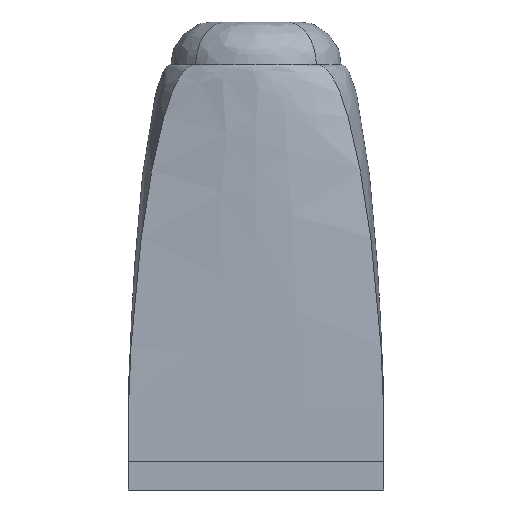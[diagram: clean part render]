
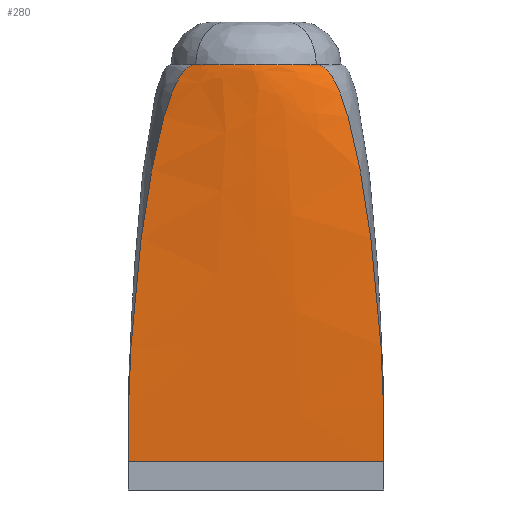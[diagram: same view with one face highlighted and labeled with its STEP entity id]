
A CAD part, front view. The second image highlights one B-rep face of the part: STEP entity #280.
In plain terms, the highlighted free-form (B-spline) face has degree [5, 5] with [15, 6] control points.
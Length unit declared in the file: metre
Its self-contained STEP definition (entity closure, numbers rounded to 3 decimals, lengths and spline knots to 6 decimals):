
#22=B_SPLINE_CURVE_WITH_KNOTS('',5,(#521,#522,#523,#524,#525,#526),
 .UNSPECIFIED.,.F.,.F.,(6,6),(0.,1.),.PIECEWISE_BEZIER_KNOTS.);
#24=B_SPLINE_CURVE_WITH_KNOTS('',5,(#626,#627,#628,#629,#630,#631),
 .UNSPECIFIED.,.F.,.F.,(6,6),(0.,1.),.PIECEWISE_BEZIER_KNOTS.);
#35=B_SPLINE_SURFACE_WITH_KNOTS('',5,5,((#536,#537,#538,#539,#540,#541),
(#542,#543,#544,#545,#546,#547),(#548,#549,#550,#551,#552,#553),(#554,#555,
#556,#557,#558,#559),(#560,#561,#562,#563,#564,#565),(#566,#567,#568,#569,
#570,#571),(#572,#573,#574,#575,#576,#577),(#578,#579,#580,#581,#582,#583),
(#584,#585,#586,#587,#588,#589),(#590,#591,#592,#593,#594,#595),(#596,#597,
#598,#599,#600,#601),(#602,#603,#604,#605,#606,#607),(#608,#609,#610,#611,
#612,#613),(#614,#615,#616,#617,#618,#619),(#620,#621,#622,#623,#624,#625)),
 .UNSPECIFIED.,.F.,.F.,.F.,(6,3,3,3,6),(6,6),(0.,0.333333,0.5,
0.666667,1.),(0.,1.),.UNSPECIFIED.);
#41=CIRCLE('',#317,0.006);
#76=ORIENTED_EDGE('',*,*,#136,.T.);
#77=ORIENTED_EDGE('',*,*,#124,.F.);
#78=ORIENTED_EDGE('',*,*,#139,.F.);
#79=ORIENTED_EDGE('',*,*,#140,.T.);
#124=EDGE_CURVE('',#160,#161,#184,.T.);
#136=EDGE_CURVE('',#168,#161,#22,.T.);
#139=EDGE_CURVE('',#170,#160,#24,.T.);
#140=EDGE_CURVE('',#170,#168,#41,.F.);
#160=VERTEX_POINT('',#407);
#161=VERTEX_POINT('',#409);
#168=VERTEX_POINT('',#527);
#170=VERTEX_POINT('',#632);
#184=LINE('',#408,#196);
#196=VECTOR('',#341,1.);
#214=EDGE_LOOP('',(#76,#77,#78,#79));
#244=FACE_BOUND('',#214,.T.);
#280=ADVANCED_FACE('',(#244),#35,.T.);
#317=AXIS2_PLACEMENT_3D('',#633,#365,#366);
#341=DIRECTION('',(-1.,0.,0.));
#365=DIRECTION('',(0.,0.,1.));
#366=DIRECTION('',(1.,0.,0.));
#407=CARTESIAN_POINT('',(0.,0.,0.002));
#408=CARTESIAN_POINT('',(-0.00902,0.,0.002));
#409=CARTESIAN_POINT('',(-0.01804,0.,0.002));
#521=CARTESIAN_POINT('',(-0.013263,0.002107,0.03));
#522=CARTESIAN_POINT('',(-0.015174,0.001264,0.03));
#523=CARTESIAN_POINT('',(-0.016607,0.000632,0.024405));
#524=CARTESIAN_POINT('',(-0.01804,0.,0.013219));
#525=CARTESIAN_POINT('',(-0.01804,0.,0.00761));
#526=CARTESIAN_POINT('',(-0.01804,0.,0.002));
#527=CARTESIAN_POINT('',(-0.013263,0.002107,0.03));
#536=CARTESIAN_POINT('',(-0.004777,0.002107,0.03));
#537=CARTESIAN_POINT('',(-0.002866,0.001264,0.03));
#538=CARTESIAN_POINT('',(-0.001433,0.000632,0.024405));
#539=CARTESIAN_POINT('',(0.,0.,0.013219));
#540=CARTESIAN_POINT('',(0.,0.,0.00761));
#541=CARTESIAN_POINT('',(0.,0.,0.002));
#542=CARTESIAN_POINT('',(-0.005222,0.001663,0.03));
#543=CARTESIAN_POINT('',(-0.003713,0.000888,0.03));
#544=CARTESIAN_POINT('',(-0.002507,0.000389,0.024406));
#545=CARTESIAN_POINT('',(-0.001203,0.,0.013226));
#546=CARTESIAN_POINT('',(-0.001203,0.,0.007613));
#547=CARTESIAN_POINT('',(-0.001203,0.,0.002));
#548=CARTESIAN_POINT('',(-0.005724,0.001277,0.03));
#549=CARTESIAN_POINT('',(-0.004617,0.000569,0.03));
#550=CARTESIAN_POINT('',(-0.003622,0.000186,0.024408));
#551=CARTESIAN_POINT('',(-0.002405,0.,0.013231));
#552=CARTESIAN_POINT('',(-0.002405,0.,0.007616));
#553=CARTESIAN_POINT('',(-0.002405,0.,0.002));
#554=CARTESIAN_POINT('',(-0.006275,0.000959,0.03));
#555=CARTESIAN_POINT('',(-0.005533,0.000313,0.03));
#556=CARTESIAN_POINT('',(-0.004733,0.000026,0.024409));
#557=CARTESIAN_POINT('',(-0.003608,0.,0.013236));
#558=CARTESIAN_POINT('',(-0.003608,0.,0.007618));
#559=CARTESIAN_POINT('',(-0.003608,0.,0.002));
#560=CARTESIAN_POINT('',(-0.007153,0.000596,0.03));
#561=CARTESIAN_POINT('',(-0.006849,0.000026,0.03));
#562=CARTESIAN_POINT('',(-0.006327,-0.000153,0.02441));
#563=CARTESIAN_POINT('',(-0.005412,0.,0.013241));
#564=CARTESIAN_POINT('',(-0.005412,0.,0.00762));
#565=CARTESIAN_POINT('',(-0.005412,0.,0.002));
#566=CARTESIAN_POINT('',(-0.008079,0.000412,0.03));
#567=CARTESIAN_POINT('',(-0.007964,-0.00012,0.03));
#568=CARTESIAN_POINT('',(-0.007705,-0.000244,0.024411));
#569=CARTESIAN_POINT('',(-0.007216,0.,0.013243));
#570=CARTESIAN_POINT('',(-0.007216,0.,0.007622));
#571=CARTESIAN_POINT('',(-0.007216,0.,0.002));
#572=CARTESIAN_POINT('',(-0.008392,0.000371,0.03));
#573=CARTESIAN_POINT('',(-0.008321,-0.000153,0.03));
#574=CARTESIAN_POINT('',(-0.008149,-0.000264,0.024411));
#575=CARTESIAN_POINT('',(-0.007817,0.,0.013244));
#576=CARTESIAN_POINT('',(-0.007817,0.,0.007622));
#577=CARTESIAN_POINT('',(-0.007817,0.,0.002));
#578=CARTESIAN_POINT('',(-0.00902,0.000329,0.03));
#579=CARTESIAN_POINT('',(-0.00902,-0.000185,0.03));
#580=CARTESIAN_POINT('',(-0.00902,-0.000284,0.024411));
#581=CARTESIAN_POINT('',(-0.00902,0.,0.013244));
#582=CARTESIAN_POINT('',(-0.00902,0.,0.007622));
#583=CARTESIAN_POINT('',(-0.00902,0.,0.002));
#584=CARTESIAN_POINT('',(-0.009648,0.000371,0.03));
#585=CARTESIAN_POINT('',(-0.009719,-0.000153,0.03));
#586=CARTESIAN_POINT('',(-0.009891,-0.000264,0.024411));
#587=CARTESIAN_POINT('',(-0.010223,0.,0.013244));
#588=CARTESIAN_POINT('',(-0.010223,0.,0.007622));
#589=CARTESIAN_POINT('',(-0.010223,0.,0.002));
#590=CARTESIAN_POINT('',(-0.009961,0.000412,0.03));
#591=CARTESIAN_POINT('',(-0.010076,-0.00012,0.03));
#592=CARTESIAN_POINT('',(-0.010335,-0.000244,0.024411));
#593=CARTESIAN_POINT('',(-0.010824,0.,0.013243));
#594=CARTESIAN_POINT('',(-0.010824,0.,0.007622));
#595=CARTESIAN_POINT('',(-0.010824,0.,0.002));
#596=CARTESIAN_POINT('',(-0.010887,0.000596,0.03));
#597=CARTESIAN_POINT('',(-0.011191,0.000026,0.03));
#598=CARTESIAN_POINT('',(-0.011713,-0.000153,0.02441));
#599=CARTESIAN_POINT('',(-0.012628,0.,0.013241));
#600=CARTESIAN_POINT('',(-0.012628,0.,0.00762));
#601=CARTESIAN_POINT('',(-0.012628,0.,0.002));
#602=CARTESIAN_POINT('',(-0.011765,0.000959,0.03));
#603=CARTESIAN_POINT('',(-0.012507,0.000313,0.03));
#604=CARTESIAN_POINT('',(-0.013307,0.000026,0.024409));
#605=CARTESIAN_POINT('',(-0.014432,0.,0.013236));
#606=CARTESIAN_POINT('',(-0.014432,0.,0.007618));
#607=CARTESIAN_POINT('',(-0.014432,0.,0.002));
#608=CARTESIAN_POINT('',(-0.012316,0.001277,0.03));
#609=CARTESIAN_POINT('',(-0.013423,0.000569,0.03));
#610=CARTESIAN_POINT('',(-0.014418,0.000186,0.024408));
#611=CARTESIAN_POINT('',(-0.015635,0.,0.013231));
#612=CARTESIAN_POINT('',(-0.015635,0.,0.007616));
#613=CARTESIAN_POINT('',(-0.015635,0.,0.002));
#614=CARTESIAN_POINT('',(-0.012818,0.001663,0.03));
#615=CARTESIAN_POINT('',(-0.014327,0.000888,0.03));
#616=CARTESIAN_POINT('',(-0.015533,0.000389,0.024406));
#617=CARTESIAN_POINT('',(-0.016837,0.,0.013226));
#618=CARTESIAN_POINT('',(-0.016837,0.,0.007613));
#619=CARTESIAN_POINT('',(-0.016837,0.,0.002));
#620=CARTESIAN_POINT('',(-0.013263,0.002107,0.03));
#621=CARTESIAN_POINT('',(-0.015174,0.001264,0.03));
#622=CARTESIAN_POINT('',(-0.016607,0.000632,0.024405));
#623=CARTESIAN_POINT('',(-0.01804,0.,0.013219));
#624=CARTESIAN_POINT('',(-0.01804,0.,0.00761));
#625=CARTESIAN_POINT('',(-0.01804,0.,0.002));
#626=CARTESIAN_POINT('',(-0.004777,0.002107,0.03));
#627=CARTESIAN_POINT('',(-0.002866,0.001264,0.03));
#628=CARTESIAN_POINT('',(-0.001433,0.000632,0.024405));
#629=CARTESIAN_POINT('',(0.,0.,0.013219));
#630=CARTESIAN_POINT('',(0.,0.,0.00761));
#631=CARTESIAN_POINT('',(0.,0.,0.002));
#632=CARTESIAN_POINT('',(-0.004777,0.002107,0.03));
#633=CARTESIAN_POINT('',(-0.00902,0.00635,0.03));
